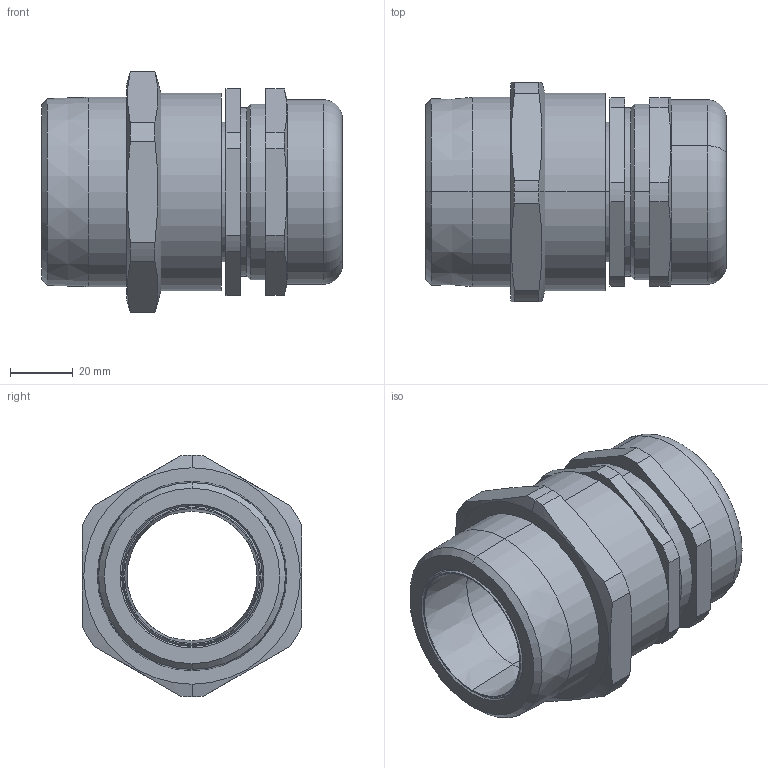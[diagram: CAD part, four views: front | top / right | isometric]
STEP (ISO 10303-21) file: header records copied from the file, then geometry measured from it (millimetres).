
FILE_DESCRIPTION (( 'STEP AP203' ), '1' );
FILE_NAME ('50PXSS2K1RA036.STEP', '2018-01-16T15:42:51', ( '' ), ( '' ), 'SwSTEP 2.0', 'SolidWorks 2017', '' );
FILE_SCHEMA (( 'CONFIG_CONTROL_DESIGN' ));
Length unit declared in the file: millimetre
Products named in the file (1): 50PXSS2K1RA036
Bounding box: 95.85 x 70 x 77 mm (x, y, z)
Surface area: 46584.3 mm2 (no closed solid volume)
Topology: 0 solids, 14 shells, 122 faces, 459 edges, 353 vertices
Faces by surface type: cylinder 44, plane 39, cone 26, bspline 11, torus 2
Entity records: 6964 total; most frequent: CARTESIAN_POINT 3230, ORIENTED_EDGE 701, DIRECTION 681, EDGE_CURVE 459, VERTEX_POINT 353, AXIS2_PLACEMENT_3D 234, VECTOR 213, LINE 213
